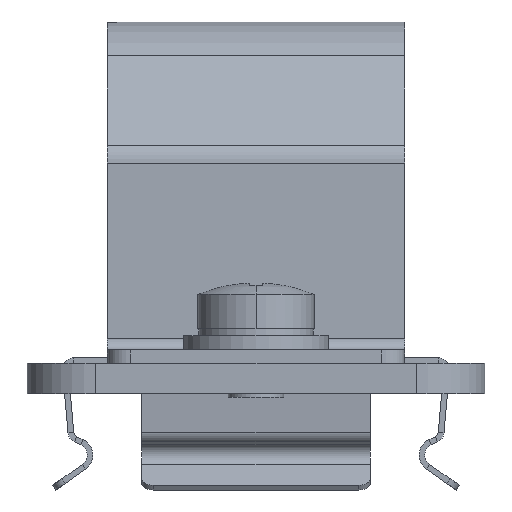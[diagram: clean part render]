
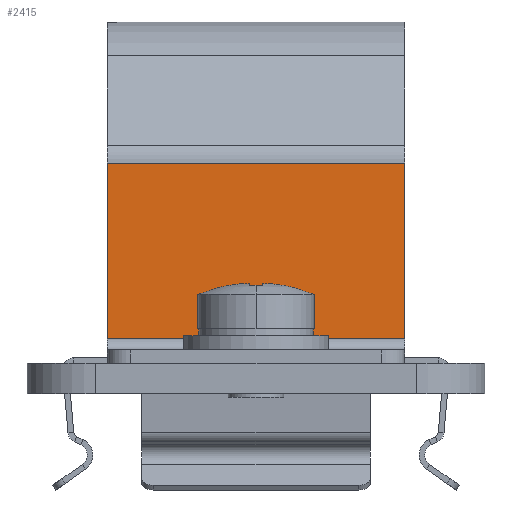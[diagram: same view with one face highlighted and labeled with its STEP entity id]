
A CAD part, front view. The second image highlights one B-rep face of the part: STEP entity #2415.
In plain terms, the highlighted face is planar.
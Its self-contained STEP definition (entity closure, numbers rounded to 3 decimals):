
#1654=DIRECTION('',(0.,1.,0.));
#1655=VECTOR('',#1654,15.306);
#1656=CARTESIAN_POINT('',(-13.,2.194,15.694));
#1657=LINE('',#1656,#1655);
#1742=DIRECTION('',(0.,1.,0.));
#1743=VECTOR('',#1742,15.306);
#1744=CARTESIAN_POINT('',(13.,2.194,15.694));
#1745=LINE('',#1744,#1743);
#1830=DIRECTION('',(-1.,0.,0.));
#1831=VECTOR('',#1830,26.);
#1832=CARTESIAN_POINT('',(13.,2.194,15.694));
#1833=LINE('',#1832,#1831);
#1834=DIRECTION('',(1.,0.,0.));
#1835=VECTOR('',#1834,26.);
#1836=CARTESIAN_POINT('',(-13.,17.5,15.694));
#1837=LINE('',#1836,#1835);
#2130=CARTESIAN_POINT('',(-13.,17.5,15.694));
#2132=VERTEX_POINT('',#2130);
#2142=CARTESIAN_POINT('',(13.,17.5,15.694));
#2144=VERTEX_POINT('',#2142);
#2148=CARTESIAN_POINT('',(13.,2.194,15.694));
#2149=CARTESIAN_POINT('',(-13.,2.194,15.694));
#2150=VERTEX_POINT('',#2148);
#2151=VERTEX_POINT('',#2149);
#2403=CARTESIAN_POINT('',(-13.,1.194,15.694));
#2404=DIRECTION('',(0.,0.,-1.));
#2405=DIRECTION('',(0.,1.,0.));
#2406=AXIS2_PLACEMENT_3D('',#2403,#2404,#2405);
#2407=PLANE('',#2406);
#2408=ORIENTED_EDGE('',*,*,#2395,.T.);
#2409=ORIENTED_EDGE('',*,*,#2243,.T.);
#2411=ORIENTED_EDGE('',*,*,#2410,.T.);
#2412=ORIENTED_EDGE('',*,*,#2346,.F.);
#2413=EDGE_LOOP('',(#2408,#2409,#2411,#2412));
#2414=FACE_OUTER_BOUND('',#2413,.F.);
#2415=ADVANCED_FACE('',(#2414),#2407,.F.);
#2243=EDGE_CURVE('',#2151,#2132,#1657,.T.);
#2346=EDGE_CURVE('',#2150,#2144,#1745,.T.);
#2395=EDGE_CURVE('',#2150,#2151,#1833,.T.);
#2410=EDGE_CURVE('',#2132,#2144,#1837,.T.);
